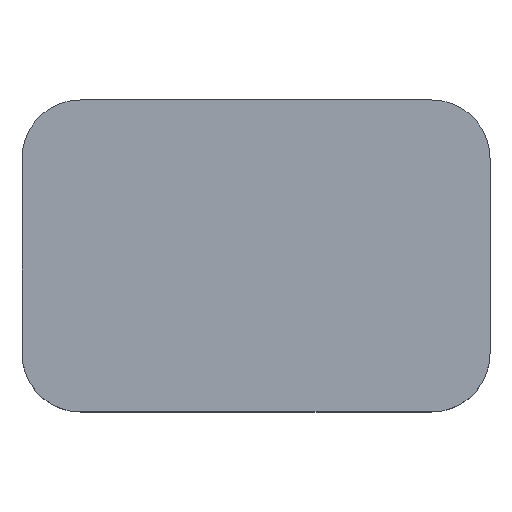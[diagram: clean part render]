
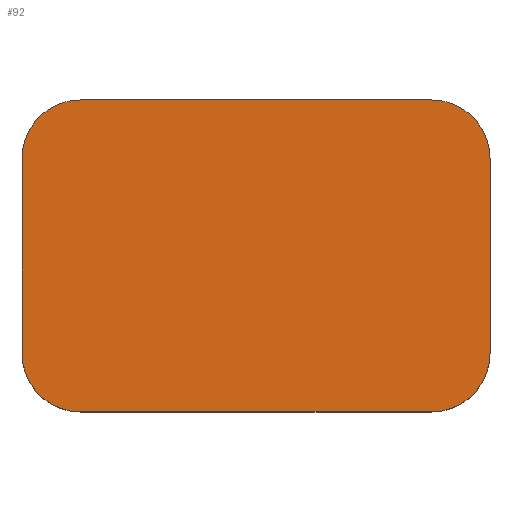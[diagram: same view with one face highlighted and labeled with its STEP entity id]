
A CAD part, top view. The second image highlights one B-rep face of the part: STEP entity #92.
In plain terms, the highlighted planar face has unit normal (0, 0, 1).
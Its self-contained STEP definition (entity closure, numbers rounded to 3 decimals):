
#1=CARTESIAN_POINT('POINT1',(152.4,82.55,25.4));
#2=VERTEX_POINT('VERTEX1',#1);
#3=CARTESIAN_POINT('POINT2',(133.35,101.6,25.4));
#4=VERTEX_POINT('VERTEX2',#3);
#5=CARTESIAN_POINT('POS1',(133.35,82.55,25.4));
#6=DIRECTION('DIR1',(0.,0.,1.));
#7=DIRECTION('DIR2',(1.,0.,0.));
#8=AXIS2_PLACEMENT_3D('AXIS1',#5,#6,#7);
#9=CIRCLE('ELLIPSE1',#8,19.05);
#10=EDGE_CURVE('EDGE1',#2,#4,#9,.T.);
#11=ORIENTED_EDGE('COEDGE1',*,*,#10,.T.);
#12=CARTESIAN_POINT('POINT3',(19.05,101.6,25.4));
#13=VERTEX_POINT('VERTEX3',#12);
#14=CARTESIAN_POINT('POS2',(133.35,101.6,25.4));
#15=DIRECTION('DIR3',(-1.,0.,0.));
#16=VECTOR('VEC1',#15,25.4);
#17=LINE('STRAIGHT1',#14,#16);
#18=EDGE_CURVE('EDGE2',#4,#13,#17,.T.);
#19=ORIENTED_EDGE('COEDGE2',*,*,#18,.T.);
#20=CARTESIAN_POINT('POINT4',(0.,82.55,25.4));
#21=VERTEX_POINT('VERTEX4',#20);
#22=CARTESIAN_POINT('POS3',(19.05,82.55,25.4));
#23=DIRECTION('DIR4',(0.,0.,1.));
#24=DIRECTION('DIR5',(0.,1.,0.));
#25=AXIS2_PLACEMENT_3D('AXIS2',#22,#23,#24);
#26=CIRCLE('ELLIPSE2',#25,19.05);
#27=EDGE_CURVE('EDGE3',#13,#21,#26,.T.);
#28=ORIENTED_EDGE('COEDGE3',*,*,#27,.T.);
#29=CARTESIAN_POINT('POINT5',(0.,19.05,25.4));
#30=VERTEX_POINT('VERTEX5',#29);
#31=CARTESIAN_POINT('POS4',(0.,82.55,25.4));
#32=DIRECTION('DIR6',(0.,-1.,0.));
#33=VECTOR('VEC2',#32,25.4);
#34=LINE('STRAIGHT2',#31,#33);
#35=EDGE_CURVE('EDGE4',#21,#30,#34,.T.);
#36=ORIENTED_EDGE('COEDGE4',*,*,#35,.T.);
#37=CARTESIAN_POINT('POINT6',(19.05,0.,25.4));
#38=VERTEX_POINT('VERTEX6',#37);
#39=CARTESIAN_POINT('POS5',(19.05,19.05,25.4));
#40=DIRECTION('DIR7',(0.,0.,1.));
#41=DIRECTION('DIR8',(-1.,0.,0.));
#42=AXIS2_PLACEMENT_3D('AXIS3',#39,#40,#41);
#43=CIRCLE('ELLIPSE3',#42,19.05);
#44=EDGE_CURVE('EDGE5',#30,#38,#43,.T.);
#45=ORIENTED_EDGE('COEDGE5',*,*,#44,.T.);
#46=CARTESIAN_POINT('POINT7',(68.58,0.,25.4));
#47=VERTEX_POINT('VERTEX7',#46);
#48=CARTESIAN_POINT('POS6',(19.05,0.,25.4));
#49=DIRECTION('DIR9',(1.,0.,0.));
#50=VECTOR('VEC3',#49,25.4);
#51=LINE('STRAIGHT3',#48,#50);
#52=EDGE_CURVE('EDGE6',#38,#47,#51,.T.);
#53=ORIENTED_EDGE('COEDGE6',*,*,#52,.T.);
#54=CARTESIAN_POINT('POINT8',(83.312,0.,25.4));
#55=VERTEX_POINT('VERTEX8',#54);
#56=CARTESIAN_POINT('POS7',(68.58,0.,25.4));
#57=DIRECTION('DIR10',(1.,0.,0.));
#58=VECTOR('VEC4',#57,25.4);
#59=LINE('STRAIGHT4',#56,#58);
#60=EDGE_CURVE('EDGE7',#47,#55,#59,.T.);
#61=ORIENTED_EDGE('COEDGE7',*,*,#60,.T.);
#62=CARTESIAN_POINT('POINT9',(133.35,0.,25.4));
#63=VERTEX_POINT('VERTEX9',#62);
#64=CARTESIAN_POINT('POS8',(83.312,0.,25.4));
#65=DIRECTION('DIR11',(1.,0.,0.));
#66=VECTOR('VEC5',#65,25.4);
#67=LINE('STRAIGHT5',#64,#66);
#68=EDGE_CURVE('EDGE8',#55,#63,#67,.T.);
#69=ORIENTED_EDGE('COEDGE8',*,*,#68,.T.);
#70=CARTESIAN_POINT('POINT10',(152.4,19.05,25.4));
#71=VERTEX_POINT('VERTEX10',#70);
#72=CARTESIAN_POINT('POS9',(133.35,19.05,25.4));
#73=DIRECTION('DIR12',(0.,0.,1.));
#74=DIRECTION('DIR13',(0.,-1.,0.));
#75=AXIS2_PLACEMENT_3D('AXIS4',#72,#73,#74);
#76=CIRCLE('ELLIPSE4',#75,19.05);
#77=EDGE_CURVE('EDGE9',#63,#71,#76,.T.);
#78=ORIENTED_EDGE('COEDGE9',*,*,#77,.T.);
#79=CARTESIAN_POINT('POS10',(152.4,19.05,25.4));
#80=DIRECTION('DIR14',(0.,1.,0.));
#81=VECTOR('VEC6',#80,25.4);
#82=LINE('STRAIGHT6',#79,#81);
#83=EDGE_CURVE('EDGE10',#71,#2,#82,.T.);
#84=ORIENTED_EDGE('COEDGE10',*,*,#83,.T.);
#85=EDGE_LOOP('NONE',(#11,#19,#28,#36,#45,#53,#61,#69,#78,#84));
#86=FACE_BOUND('LOOP1',#85,.T.);
#87=CARTESIAN_POINT('POS11',(0.,0.,25.4));
#88=DIRECTION('DIR15',(0.,0.,1.));
#89=DIRECTION('DIR16',(1.,0.,0.));
#90=AXIS2_PLACEMENT_3D('AXIS5',#87,#88,#89);
#91=PLANE('PLANE1',#90);
#92=ADVANCED_FACE('FACE1',(#86),#91,.T.);
